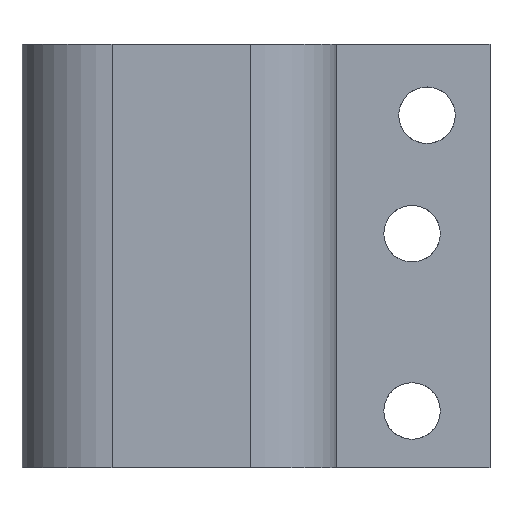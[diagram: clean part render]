
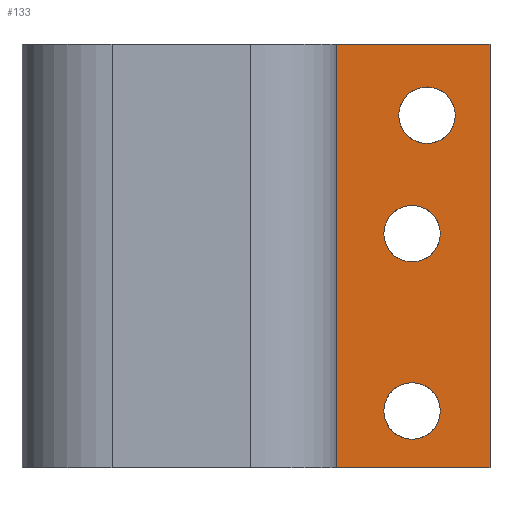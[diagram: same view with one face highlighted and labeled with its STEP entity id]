
A CAD part, left-side view. The second image highlights one B-rep face of the part: STEP entity #133.
In plain terms, the highlighted planar face has unit normal (-1, 0, 0).
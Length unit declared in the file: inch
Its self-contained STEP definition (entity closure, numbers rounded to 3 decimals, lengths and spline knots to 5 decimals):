
#9 = VERTEX_POINT ( 'NONE', #1159 ) ;
#10 = CIRCLE ( 'NONE', #1312, 0.157 ) ;
#17 = CARTESIAN_POINT ( 'NONE',  ( -0.02409, -1.85055, -4.09 ) ) ;
#27 = CARTESIAN_POINT ( 'NONE',  ( -0.02409, -1.57455, -2.791 ) ) ;
#32 = EDGE_CURVE ( 'NONE', #1234, #1386, #1394, .T. ) ;
#36 = DIRECTION ( 'NONE',  ( 0., 0., -1. ) ) ;
#66 = AXIS2_PLACEMENT_3D ( 'NONE', #303, #623, #1415 ) ;
#84 = CARTESIAN_POINT ( 'NONE',  ( -0.02409, -0.998, -1.74 ) ) ;
#94 = VECTOR ( 'NONE', #98, 39.37008 ) ;
#98 = DIRECTION ( 'NONE',  ( 0., 0., 1. ) ) ;
#102 = CARTESIAN_POINT ( 'NONE',  ( -0.02409, -0.998, -1.74 ) ) ;
#133 = ADVANCED_FACE ( 'NONE', ( #299, #1112, #560, #503 ), #639, .F. ) ;
#134 = DIRECTION ( 'NONE',  ( 0., 1., 0. ) ) ;
#147 = DIRECTION ( 'NONE',  ( 0., 0., -1. ) ) ;
#172 = ORIENTED_EDGE ( 'NONE', *, *, #1301, .T. ) ;
#188 = VERTEX_POINT ( 'NONE', #84 ) ;
#224 = CARTESIAN_POINT ( 'NONE',  ( -0.02409, -1.50055, -2.133 ) ) ;
#257 = EDGE_LOOP ( 'NONE', ( #172, #1418 ) ) ;
#259 = VERTEX_POINT ( 'NONE', #664 ) ;
#295 = DIRECTION ( 'NONE',  ( 0., 0., -1. ) ) ;
#299 = FACE_BOUND ( 'NONE', #616, .T. ) ;
#303 = CARTESIAN_POINT ( 'NONE',  ( -0.02409, -0.998, -4.09 ) ) ;
#308 = ORIENTED_EDGE ( 'NONE', *, *, #32, .T. ) ;
#328 = EDGE_CURVE ( 'NONE', #9, #1116, #1242, .T. ) ;
#330 = DIRECTION ( 'NONE',  ( 1., 0., 0. ) ) ;
#390 = ORIENTED_EDGE ( 'NONE', *, *, #724, .T. ) ;
#405 = CARTESIAN_POINT ( 'NONE',  ( -0.02409, -0.998, -4.09 ) ) ;
#407 = LINE ( 'NONE', #511, #94 ) ;
#447 = CARTESIAN_POINT ( 'NONE',  ( -0.02409, -1.34355, -2.133 ) ) ;
#450 = CIRCLE ( 'NONE', #877, 0.157 ) ;
#458 = CARTESIAN_POINT ( 'NONE',  ( -0.02409, -1.57455, -3.776 ) ) ;
#472 = ORIENTED_EDGE ( 'NONE', *, *, #1340, .T. ) ;
#489 = EDGE_LOOP ( 'NONE', ( #1153, #957, #1163, #390 ) ) ;
#490 = AXIS2_PLACEMENT_3D ( 'NONE', #224, #330, #774 ) ;
#491 = VERTEX_POINT ( 'NONE', #458 ) ;
#503 = FACE_OUTER_BOUND ( 'NONE', #489, .T. ) ;
#511 = CARTESIAN_POINT ( 'NONE',  ( -0.02409, -0.998, -4.09 ) ) ;
#537 = AXIS2_PLACEMENT_3D ( 'NONE', #1184, #727, #295 ) ;
#560 = FACE_BOUND ( 'NONE', #257, .T. ) ;
#574 = CARTESIAN_POINT ( 'NONE',  ( -0.02409, -1.41755, -3.776 ) ) ;
#596 = CARTESIAN_POINT ( 'NONE',  ( -0.02409, -1.41755, -2.791 ) ) ;
#616 = EDGE_LOOP ( 'NONE', ( #784, #1100 ) ) ;
#623 = DIRECTION ( 'NONE',  ( 1., 0., 0. ) ) ;
#639 = PLANE ( 'NONE',  #66 ) ;
#664 = CARTESIAN_POINT ( 'NONE',  ( -0.02409, -1.65755, -2.133 ) ) ;
#724 = EDGE_CURVE ( 'NONE', #9, #824, #895, .T. ) ;
#727 = DIRECTION ( 'NONE',  ( 1., 0., 0. ) ) ;
#739 = DIRECTION ( 'NONE',  ( 0., 1., 0. ) ) ;
#765 = VECTOR ( 'NONE', #739, 39.37008 ) ;
#768 = CARTESIAN_POINT ( 'NONE',  ( -0.02409, -1.85055, -1.74 ) ) ;
#770 = CARTESIAN_POINT ( 'NONE',  ( -0.02409, -1.26055, -2.791 ) ) ;
#774 = DIRECTION ( 'NONE',  ( 0., 0., -1. ) ) ;
#784 = ORIENTED_EDGE ( 'NONE', *, *, #1066, .T. ) ;
#787 = CARTESIAN_POINT ( 'NONE',  ( -0.02409, -1.41755, -2.791 ) ) ;
#808 = AXIS2_PLACEMENT_3D ( 'NONE', #1353, #900, #1348 ) ;
#824 = VERTEX_POINT ( 'NONE', #768 ) ;
#877 = AXIS2_PLACEMENT_3D ( 'NONE', #574, #999, #147 ) ;
#895 = LINE ( 'NONE', #951, #1052 ) ;
#900 = DIRECTION ( 'NONE',  ( 1., 0., 0. ) ) ;
#901 = VECTOR ( 'NONE', #134, 39.37008 ) ;
#914 = EDGE_CURVE ( 'NONE', #259, #1007, #993, .T. ) ;
#951 = CARTESIAN_POINT ( 'NONE',  ( -0.02409, -1.85055, -4.09 ) ) ;
#957 = ORIENTED_EDGE ( 'NONE', *, *, #1138, .F. ) ;
#983 = AXIS2_PLACEMENT_3D ( 'NONE', #596, #1372, #1271 ) ;
#993 = CIRCLE ( 'NONE', #808, 0.157 ) ;
#999 = DIRECTION ( 'NONE',  ( 1., 0., 0. ) ) ;
#1007 = VERTEX_POINT ( 'NONE', #447 ) ;
#1042 = CIRCLE ( 'NONE', #490, 0.157 ) ;
#1052 = VECTOR ( 'NONE', #1181, 39.37008 ) ;
#1066 = EDGE_CURVE ( 'NONE', #1249, #491, #1168, .T. ) ;
#1092 = CARTESIAN_POINT ( 'NONE',  ( -0.02409, -1.26055, -3.776 ) ) ;
#1100 = ORIENTED_EDGE ( 'NONE', *, *, #1399, .T. ) ;
#1112 = FACE_BOUND ( 'NONE', #1140, .T. ) ;
#1116 = VERTEX_POINT ( 'NONE', #405 ) ;
#1138 = EDGE_CURVE ( 'NONE', #1116, #188, #407, .T. ) ;
#1140 = EDGE_LOOP ( 'NONE', ( #308, #472 ) ) ;
#1153 = ORIENTED_EDGE ( 'NONE', *, *, #1167, .T. ) ;
#1159 = CARTESIAN_POINT ( 'NONE',  ( -0.02409, -1.85055, -4.09 ) ) ;
#1163 = ORIENTED_EDGE ( 'NONE', *, *, #328, .F. ) ;
#1167 = EDGE_CURVE ( 'NONE', #824, #188, #1426, .T. ) ;
#1168 = CIRCLE ( 'NONE', #537, 0.157 ) ;
#1181 = DIRECTION ( 'NONE',  ( 0., 0., 1. ) ) ;
#1184 = CARTESIAN_POINT ( 'NONE',  ( -0.02409, -1.41755, -3.776 ) ) ;
#1233 = DIRECTION ( 'NONE',  ( 1., 0., 0. ) ) ;
#1234 = VERTEX_POINT ( 'NONE', #770 ) ;
#1242 = LINE ( 'NONE', #17, #901 ) ;
#1249 = VERTEX_POINT ( 'NONE', #1092 ) ;
#1271 = DIRECTION ( 'NONE',  ( 0., 0., -1. ) ) ;
#1301 = EDGE_CURVE ( 'NONE', #1007, #259, #1042, .T. ) ;
#1312 = AXIS2_PLACEMENT_3D ( 'NONE', #787, #1233, #36 ) ;
#1340 = EDGE_CURVE ( 'NONE', #1386, #1234, #10, .T. ) ;
#1348 = DIRECTION ( 'NONE',  ( 0., 0., -1. ) ) ;
#1353 = CARTESIAN_POINT ( 'NONE',  ( -0.02409, -1.50055, -2.133 ) ) ;
#1372 = DIRECTION ( 'NONE',  ( 1., 0., 0. ) ) ;
#1386 = VERTEX_POINT ( 'NONE', #27 ) ;
#1394 = CIRCLE ( 'NONE', #983, 0.157 ) ;
#1399 = EDGE_CURVE ( 'NONE', #491, #1249, #450, .T. ) ;
#1415 = DIRECTION ( 'NONE',  ( 0., 0., -1. ) ) ;
#1418 = ORIENTED_EDGE ( 'NONE', *, *, #914, .T. ) ;
#1426 = LINE ( 'NONE', #102, #765 ) ;
